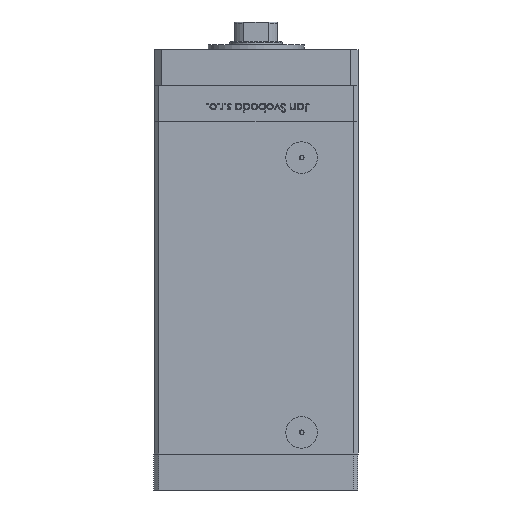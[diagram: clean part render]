
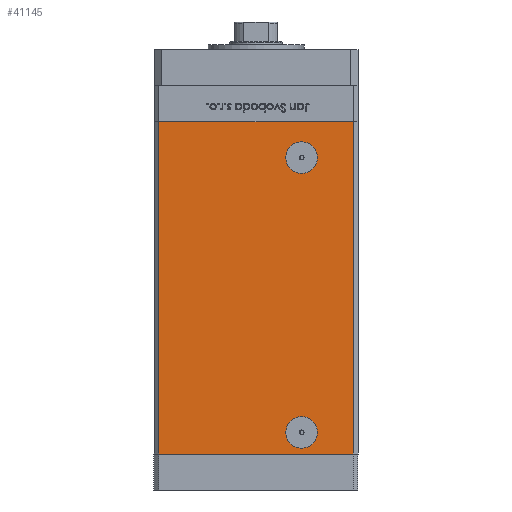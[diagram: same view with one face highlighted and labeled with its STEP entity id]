
A CAD part, front view. The second image highlights one B-rep face of the part: STEP entity #41145.
In plain terms, the highlighted planar face has unit normal (0, -1, 0).
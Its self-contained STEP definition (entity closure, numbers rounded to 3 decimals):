
#5 = VECTOR ( 'NONE', #30679, 1000. ) ;
#251 = DIRECTION ( 'NONE',  ( 0., 1., 0. ) ) ;
#1972 = ORIENTED_EDGE ( 'NONE', *, *, #48237, .T. ) ;
#2648 = ORIENTED_EDGE ( 'NONE', *, *, #34875, .F. ) ;
#3078 = DIRECTION ( 'NONE',  ( 0., 1., 0. ) ) ;
#3322 = DIRECTION ( 'NONE',  ( 1., 0., 0. ) ) ;
#5733 = VERTEX_POINT ( 'NONE', #52308 ) ;
#6534 = CARTESIAN_POINT ( 'NONE',  ( 19., -37.5, 9. ) ) ;
#7413 = DIRECTION ( 'NONE',  ( 0., 0., -1. ) ) ;
#7701 = EDGE_LOOP ( 'NONE', ( #1972, #18578 ) ) ;
#7890 = FACE_BOUND ( 'NONE', #21814, .T. ) ;
#8086 = ORIENTED_EDGE ( 'NONE', *, *, #17912, .F. ) ;
#8273 = VERTEX_POINT ( 'NONE', #18201 ) ;
#10223 = ORIENTED_EDGE ( 'NONE', *, *, #13213, .F. ) ;
#10824 = VERTEX_POINT ( 'NONE', #19260 ) ;
#10911 = EDGE_CURVE ( 'NONE', #17753, #5733, #41783, .T. ) ;
#11468 = CARTESIAN_POINT ( 'NONE',  ( -40.5, -37.5, 138.5 ) ) ;
#12121 = CARTESIAN_POINT ( 'NONE',  ( -40.5, -37.5, 138.5 ) ) ;
#13111 = AXIS2_PLACEMENT_3D ( 'NONE', #16593, #53471, #16322 ) ;
#13213 = EDGE_CURVE ( 'NONE', #15510, #15411, #27304, .T. ) ;
#14044 = AXIS2_PLACEMENT_3D ( 'NONE', #50147, #251, #50414 ) ;
#14109 = CARTESIAN_POINT ( 'NONE',  ( -40.5, -37.5, 0. ) ) ;
#15113 = DIRECTION ( 'NONE',  ( 0., 0., -1. ) ) ;
#15205 = DIRECTION ( 'NONE',  ( 0., 0., -1. ) ) ;
#15411 = VERTEX_POINT ( 'NONE', #16909 ) ;
#15510 = VERTEX_POINT ( 'NONE', #38771 ) ;
#15542 = ORIENTED_EDGE ( 'NONE', *, *, #46755, .T. ) ;
#15889 = CARTESIAN_POINT ( 'NONE',  ( 40.5, -37.5, 138.5 ) ) ;
#16322 = DIRECTION ( 'NONE',  ( 0., 0., 1. ) ) ;
#16593 = CARTESIAN_POINT ( 'NONE',  ( -40.5, -37.5, 138.5 ) ) ;
#16909 = CARTESIAN_POINT ( 'NONE',  ( 40.5, -37.5, 0. ) ) ;
#17753 = VERTEX_POINT ( 'NONE', #20059 ) ;
#17912 = EDGE_CURVE ( 'NONE', #24856, #23345, #34237, .T. ) ;
#18115 = DIRECTION ( 'NONE',  ( 0., 0., -1. ) ) ;
#18201 = CARTESIAN_POINT ( 'NONE',  ( -40.5, -37.5, 0. ) ) ;
#18578 = ORIENTED_EDGE ( 'NONE', *, *, #10911, .T. ) ;
#18807 = ORIENTED_EDGE ( 'NONE', *, *, #38675, .T. ) ;
#19260 = CARTESIAN_POINT ( 'NONE',  ( -40.5, -37.5, 138.5 ) ) ;
#20059 = CARTESIAN_POINT ( 'NONE',  ( 19., -37.5, 130.08 ) ) ;
#20497 = ORIENTED_EDGE ( 'NONE', *, *, #32834, .F. ) ;
#21814 = EDGE_LOOP ( 'NONE', ( #8086, #20497 ) ) ;
#23345 = VERTEX_POINT ( 'NONE', #39428 ) ;
#24465 = FACE_OUTER_BOUND ( 'NONE', #25737, .T. ) ;
#24856 = VERTEX_POINT ( 'NONE', #43465 ) ;
#25737 = EDGE_LOOP ( 'NONE', ( #15542, #10223, #2648, #18807 ) ) ;
#26036 = CIRCLE ( 'NONE', #46791, 6.58 ) ;
#26794 = CARTESIAN_POINT ( 'NONE',  ( 19., -37.5, 9. ) ) ;
#27304 = LINE ( 'NONE', #15889, #34926 ) ;
#30198 = CIRCLE ( 'NONE', #41457, 6.58 ) ;
#30679 = DIRECTION ( 'NONE',  ( 1., 0., 0. ) ) ;
#32834 = EDGE_CURVE ( 'NONE', #23345, #24856, #30198, .T. ) ;
#32880 = VECTOR ( 'NONE', #3322, 1000. ) ;
#32884 = FACE_BOUND ( 'NONE', #7701, .T. ) ;
#32994 = VECTOR ( 'NONE', #15113, 1000. ) ;
#34237 = CIRCLE ( 'NONE', #37727, 6.58 ) ;
#34875 = EDGE_CURVE ( 'NONE', #10824, #15510, #52697, .T. ) ;
#34926 = VECTOR ( 'NONE', #52239, 1000. ) ;
#36923 = DIRECTION ( 'NONE',  ( 0., -1., 0. ) ) ;
#37218 = PLANE ( 'NONE',  #13111 ) ;
#37727 = AXIS2_PLACEMENT_3D ( 'NONE', #26794, #43598, #18115 ) ;
#38675 = EDGE_CURVE ( 'NONE', #10824, #8273, #49277, .T. ) ;
#38771 = CARTESIAN_POINT ( 'NONE',  ( 40.5, -37.5, 138.5 ) ) ;
#39428 = CARTESIAN_POINT ( 'NONE',  ( 19., -37.5, 15.58 ) ) ;
#41145 = ADVANCED_FACE ( 'NONE', ( #7890, #24465, #32884 ), #37218, .F. ) ;
#41457 = AXIS2_PLACEMENT_3D ( 'NONE', #6534, #36923, #15205 ) ;
#41783 = CIRCLE ( 'NONE', #14044, 6.58 ) ;
#43465 = CARTESIAN_POINT ( 'NONE',  ( 19., -37.5, 2.42 ) ) ;
#43598 = DIRECTION ( 'NONE',  ( 0., -1., 0. ) ) ;
#46755 = EDGE_CURVE ( 'NONE', #8273, #15411, #52059, .T. ) ;
#46791 = AXIS2_PLACEMENT_3D ( 'NONE', #53528, #3078, #7413 ) ;
#48237 = EDGE_CURVE ( 'NONE', #5733, #17753, #26036, .T. ) ;
#49277 = LINE ( 'NONE', #12121, #32994 ) ;
#50147 = CARTESIAN_POINT ( 'NONE',  ( 19., -37.5, 123.5 ) ) ;
#50414 = DIRECTION ( 'NONE',  ( 0., 0., -1. ) ) ;
#52059 = LINE ( 'NONE', #14109, #5 ) ;
#52239 = DIRECTION ( 'NONE',  ( 0., 0., -1. ) ) ;
#52308 = CARTESIAN_POINT ( 'NONE',  ( 19., -37.5, 116.92 ) ) ;
#52697 = LINE ( 'NONE', #11468, #32880 ) ;
#53471 = DIRECTION ( 'NONE',  ( 0., 1., 0. ) ) ;
#53528 = CARTESIAN_POINT ( 'NONE',  ( 19., -37.5, 123.5 ) ) ;
